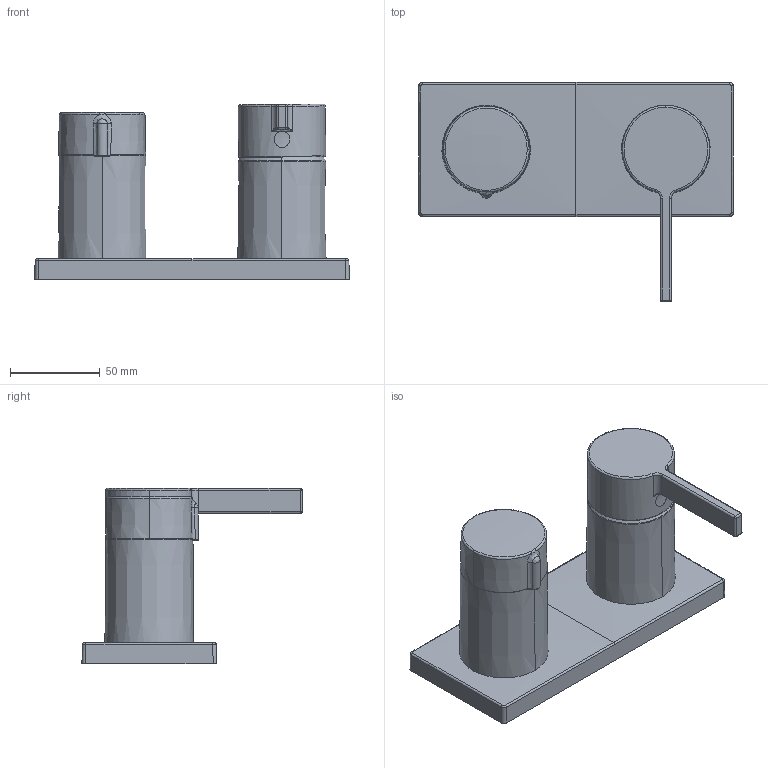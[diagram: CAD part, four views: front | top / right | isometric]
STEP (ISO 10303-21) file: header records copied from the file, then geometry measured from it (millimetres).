
FILE_DESCRIPTION (( 'STEP AP203' ), '1' );
FILE_NAME ('57649583(2020).STEP', '2020-02-18T13:16:42', ( '' ), ( '' ), 'SwSTEP 2.0', 'SolidWorks 2016', '' );
FILE_SCHEMA (( 'CONFIG_CONTROL_DESIGN' ));
Length unit declared in the file: millimetre
Products named in the file (1): 57649583(2020)
Bounding box: 175 x 122.48 x 97.74 mm (x, y, z)
Volume: 470563.9 mm3; surface area: 59512.5 mm2
Topology: 1 solids, 1 shells, 86 faces, 201 edges, 113 vertices
Faces by surface type: bspline 46, cylinder 17, plane 12, cone 7, torus 2, sphere 2
Entity records: 3877 total; most frequent: CARTESIAN_POINT 2151, ORIENTED_EDGE 388, DIRECTION 286, EDGE_CURVE 194, AXIS2_PLACEMENT_3D 123, VERTEX_POINT 113, EDGE_LOOP 89, FACE_OUTER_BOUND 86
